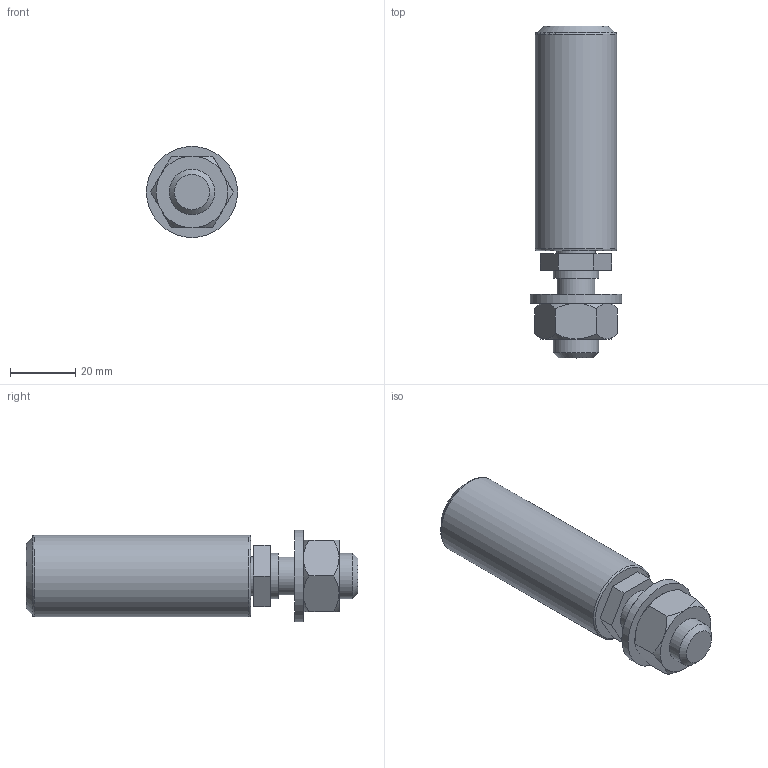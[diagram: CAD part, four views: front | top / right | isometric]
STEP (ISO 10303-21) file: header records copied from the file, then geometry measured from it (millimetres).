
FILE_DESCRIPTION (( 'STEP AP203' ), '1' );
FILE_NAME ('250429 STEP 3-400231-06_5557.STEP', '2025-04-29T13:02:23', ( '' ), ( '' ), 'SwSTEP 2.0', 'SolidWorks 2024', '' );
FILE_SCHEMA (( 'CONFIG_CONTROL_DESIGN' ));
Length unit declared in the file: millimetre
Products named in the file (1): 250429 STEP 3-400231-06_5557
Bounding box: 28 x 102 x 28 mm (x, y, z)
Volume: 43244.6 mm3; surface area: 9899.2 mm2
Topology: 1 solids, 1 shells, 47 faces, 97 edges, 61 vertices
Faces by surface type: plane 23, cone 14, cylinder 8, torus 2
Full cylindrical faces by diameter (mm): 11.6 x1, 12 x1, 14 x3, 15 x1, 25 x1, 28 x1
Entity records: 1327 total; most frequent: CARTESIAN_POINT 352, DIRECTION 184, ORIENTED_EDGE 160, EDGE_CURVE 80, AXIS2_PLACEMENT_3D 80, EDGE_LOOP 68, FACE_OUTER_BOUND 57, VERTEX_POINT 56
